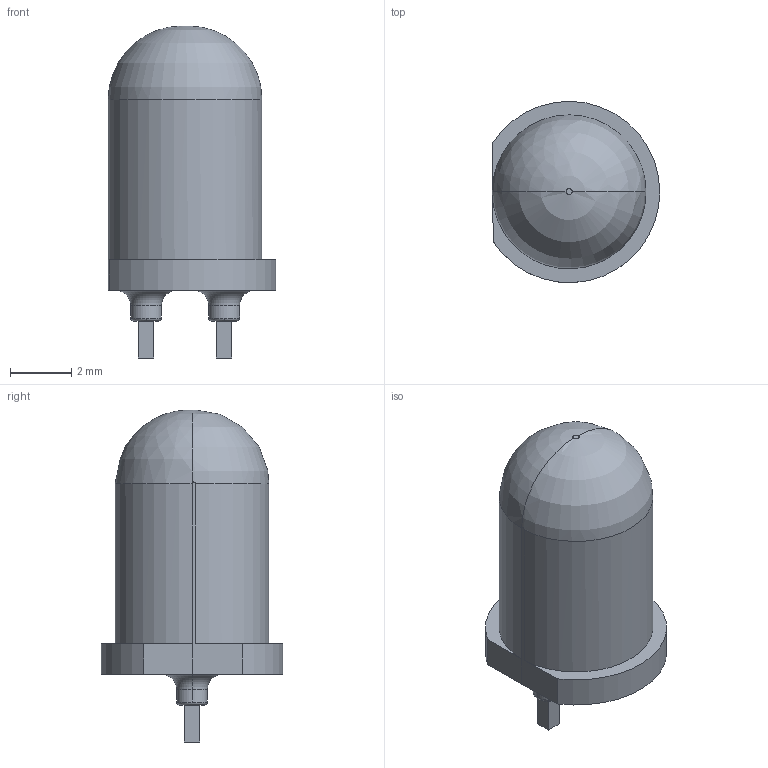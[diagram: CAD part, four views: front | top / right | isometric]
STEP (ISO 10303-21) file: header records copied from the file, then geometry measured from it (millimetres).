
FILE_DESCRIPTION(('FreeCAD Model'),'2;1');
FILE_NAME('Cut.step','2019-03-28T11:53:02',( 'kicad StepUp'),('ksu MCAD'),'Open CASCADE STEP processor 7.2', 'FreeCAD','Unknown');
FILE_SCHEMA(('AUTOMOTIVE_DESIGN { 1 0 10303 214 1 1 1 1 }'));
Length unit declared in the file: millimetre
Products named in the file (1): Cut
Bounding box: 5.45 x 5.9 x 10.8 mm (x, y, z)
Volume: 162.9 mm3; surface area: 181.4 mm2
Topology: 1 solids, 1 shells, 33 faces, 75 edges, 48 vertices
Faces by surface type: plane 17, torus 8, cylinder 6, revolution 2
Entity records: 1285 total; most frequent: CARTESIAN_POINT 267, DIRECTION 173, ORIENTED_EDGE 150, EDGE_CURVE 75, AXIS2_PLACEMENT_3D 67, VERTEX_POINT 48, FACE_BOUND 37, EDGE_LOOP 37
